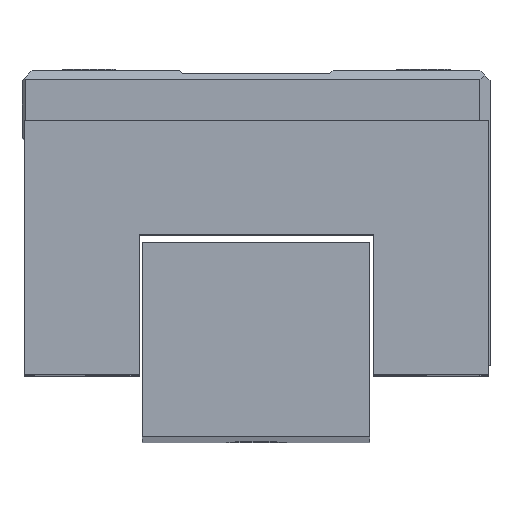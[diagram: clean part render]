
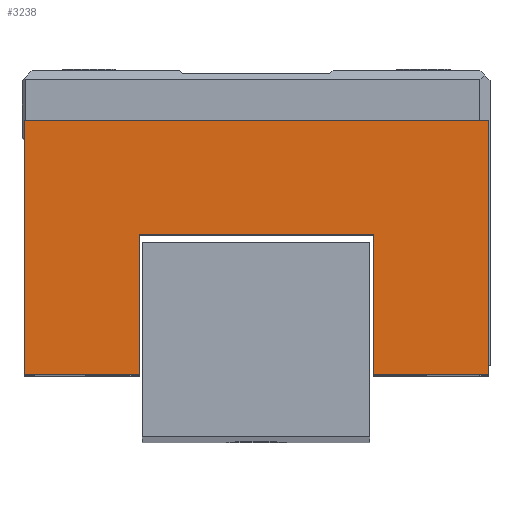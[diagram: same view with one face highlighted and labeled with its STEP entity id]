
A CAD part, top view. The second image highlights one B-rep face of the part: STEP entity #3238.
In plain terms, the highlighted planar face has unit normal (0, 0, 1).
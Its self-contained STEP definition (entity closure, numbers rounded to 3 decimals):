
#1772=DIRECTION('',(0.,-1.,0.));
#1773=VECTOR('',#1772,38.);
#1774=CARTESIAN_POINT('',(-34.7,23.5,54.5));
#1775=LINE('',#1774,#1773);
#1776=DIRECTION('',(-1.,0.,0.));
#1777=VECTOR('',#1776,69.4);
#1778=CARTESIAN_POINT('',(34.7,23.5,54.5));
#1779=LINE('',#1778,#1777);
#1780=DIRECTION('',(0.,1.,0.));
#1781=VECTOR('',#1780,38.);
#1782=CARTESIAN_POINT('',(34.7,-14.5,54.5));
#1783=LINE('',#1782,#1781);
#1784=DIRECTION('',(1.,0.,0.));
#1785=VECTOR('',#1784,17.2);
#1786=CARTESIAN_POINT('',(17.5,-14.5,54.5));
#1787=LINE('',#1786,#1785);
#1788=DIRECTION('',(0.,-1.,0.));
#1789=VECTOR('',#1788,21.);
#1790=CARTESIAN_POINT('',(17.5,6.5,54.5));
#1791=LINE('',#1790,#1789);
#1792=DIRECTION('',(1.,0.,0.));
#1793=VECTOR('',#1792,35.);
#1794=CARTESIAN_POINT('',(-17.5,6.5,54.5));
#1795=LINE('',#1794,#1793);
#1796=DIRECTION('',(0.,1.,0.));
#1797=VECTOR('',#1796,21.);
#1798=CARTESIAN_POINT('',(-17.5,-14.5,54.5));
#1799=LINE('',#1798,#1797);
#1800=DIRECTION('',(1.,0.,0.));
#1801=VECTOR('',#1800,17.2);
#1802=CARTESIAN_POINT('',(-34.7,-14.5,54.5));
#1803=LINE('',#1802,#1801);
#2264=CARTESIAN_POINT('',(-34.7,23.5,54.5));
#2265=CARTESIAN_POINT('',(-34.7,-14.5,54.5));
#2266=VERTEX_POINT('',#2264);
#2267=VERTEX_POINT('',#2265);
#2268=CARTESIAN_POINT('',(-17.5,-14.5,54.5));
#2269=VERTEX_POINT('',#2268);
#2270=CARTESIAN_POINT('',(-17.5,6.5,54.5));
#2271=VERTEX_POINT('',#2270);
#2272=CARTESIAN_POINT('',(17.5,6.5,54.5));
#2273=CARTESIAN_POINT('',(17.5,-14.5,54.5));
#2274=VERTEX_POINT('',#2272);
#2275=VERTEX_POINT('',#2273);
#2276=CARTESIAN_POINT('',(34.7,-14.5,54.5));
#2277=VERTEX_POINT('',#2276);
#2278=CARTESIAN_POINT('',(34.7,23.5,54.5));
#2279=VERTEX_POINT('',#2278);
#3221=CARTESIAN_POINT('',(0.,0.,54.5));
#3222=DIRECTION('',(0.,0.,1.));
#3223=DIRECTION('',(1.,0.,0.));
#3224=AXIS2_PLACEMENT_3D('',#3221,#3222,#3223);
#3225=PLANE('',#3224);
#3227=ORIENTED_EDGE('',*,*,#3226,.F.);
#3228=ORIENTED_EDGE('',*,*,#3200,.F.);
#3229=ORIENTED_EDGE('',*,*,#3215,.F.);
#3230=ORIENTED_EDGE('',*,*,#2825,.F.);
#3231=ORIENTED_EDGE('',*,*,#2761,.F.);
#3233=ORIENTED_EDGE('',*,*,#3232,.F.);
#3234=ORIENTED_EDGE('',*,*,#2718,.F.);
#3235=ORIENTED_EDGE('',*,*,#2656,.F.);
#3236=EDGE_LOOP('',(#3227,#3228,#3229,#3230,#3231,#3233,#3234,#3235));
#3237=FACE_OUTER_BOUND('',#3236,.F.);
#3238=ADVANCED_FACE('',(#3237),#3225,.T.);
#2656=EDGE_CURVE('',#2267,#2269,#1803,.T.);
#2718=EDGE_CURVE('',#2269,#2271,#1799,.T.);
#2761=EDGE_CURVE('',#2274,#2275,#1791,.T.);
#2825=EDGE_CURVE('',#2275,#2277,#1787,.T.);
#3200=EDGE_CURVE('',#2279,#2266,#1779,.T.);
#3215=EDGE_CURVE('',#2277,#2279,#1783,.T.);
#3226=EDGE_CURVE('',#2266,#2267,#1775,.T.);
#3232=EDGE_CURVE('',#2271,#2274,#1795,.T.);
